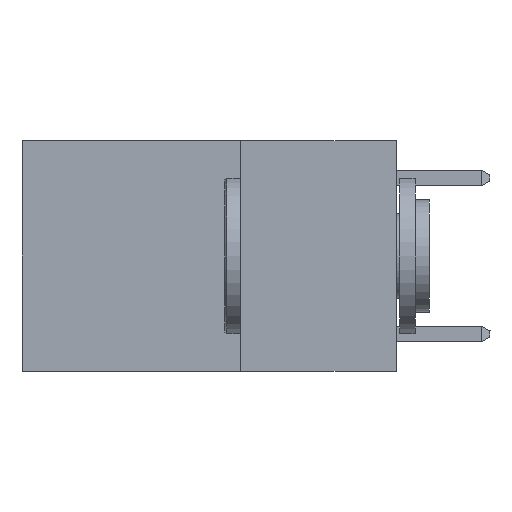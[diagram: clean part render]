
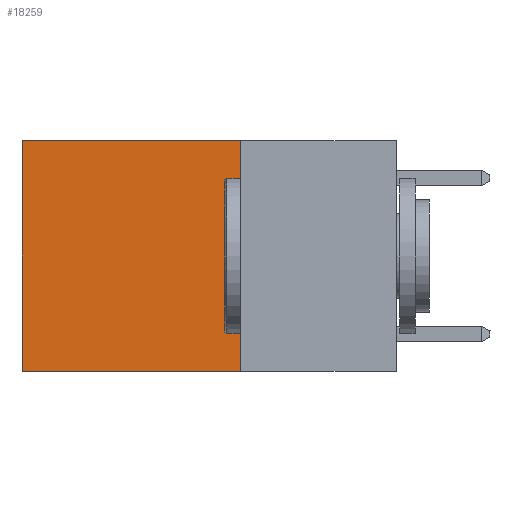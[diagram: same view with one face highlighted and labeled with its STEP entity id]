
A CAD part, left-side view. The second image highlights one B-rep face of the part: STEP entity #18259.
In plain terms, the highlighted planar face has unit normal (-1, 0, 0).
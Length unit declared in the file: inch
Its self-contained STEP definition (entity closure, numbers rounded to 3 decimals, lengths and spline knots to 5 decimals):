
#509 = AXIS2_PLACEMENT_3D ( 'NONE', #27095, #5786, #16502 ) ;
#2709 = LINE ( 'NONE', #11166, #9243 ) ;
#3234 = ORIENTED_EDGE ( 'NONE', *, *, #16981, .T. ) ;
#3987 = PLANE ( 'NONE',  #509 ) ;
#5699 = EDGE_CURVE ( 'NONE', #17054, #13676, #13423, .T. ) ;
#5786 = DIRECTION ( 'NONE',  ( 1., 0., 0. ) ) ;
#7327 = FACE_OUTER_BOUND ( 'NONE', #27450, .T. ) ;
#8658 = CARTESIAN_POINT ( 'NONE',  ( 0.2625, 0.25, 0. ) ) ;
#8800 = CARTESIAN_POINT ( 'NONE',  ( 0.2625, 0.25, -0.37 ) ) ;
#9243 = VECTOR ( 'NONE', #21626, 39.37008 ) ;
#10100 = CARTESIAN_POINT ( 'NONE',  ( 0.2625, 0.6, -0.37 ) ) ;
#11023 = LINE ( 'NONE', #8658, #19813 ) ;
#11166 = CARTESIAN_POINT ( 'NONE',  ( 0.2625, 0.25, -0.37 ) ) ;
#13423 = LINE ( 'NONE', #26246, #27088 ) ;
#13563 = DIRECTION ( 'NONE',  ( 0., 0., -1. ) ) ;
#13676 = VERTEX_POINT ( 'NONE', #10100 ) ;
#14799 = DIRECTION ( 'NONE',  ( 0., 0., -1. ) ) ;
#14932 = VERTEX_POINT ( 'NONE', #26055 ) ;
#15148 = ORIENTED_EDGE ( 'NONE', *, *, #25095, .F. ) ;
#15605 = VERTEX_POINT ( 'NONE', #8800 ) ;
#15607 = EDGE_CURVE ( 'NONE', #15605, #13676, #2709, .T. ) ;
#15738 = DIRECTION ( 'NONE',  ( 0., 1., 0. ) ) ;
#16502 = DIRECTION ( 'NONE',  ( 0., 0., -1. ) ) ;
#16981 = EDGE_CURVE ( 'NONE', #14932, #17054, #17275, .T. ) ;
#17054 = VERTEX_POINT ( 'NONE', #26335 ) ;
#17275 = LINE ( 'NONE', #21866, #17312 ) ;
#17312 = VECTOR ( 'NONE', #15738, 39.37008 ) ;
#18081 = ORIENTED_EDGE ( 'NONE', *, *, #15607, .F. ) ;
#18250 = ORIENTED_EDGE ( 'NONE', *, *, #5699, .T. ) ;
#18259 = ADVANCED_FACE ( 'NONE', ( #7327 ), #3987, .F. ) ;
#19813 = VECTOR ( 'NONE', #14799, 39.37008 ) ;
#21626 = DIRECTION ( 'NONE',  ( 0., 1., 0. ) ) ;
#21866 = CARTESIAN_POINT ( 'NONE',  ( 0.2625, 0.25, 0. ) ) ;
#25095 = EDGE_CURVE ( 'NONE', #14932, #15605, #11023, .T. ) ;
#26055 = CARTESIAN_POINT ( 'NONE',  ( 0.2625, 0.25, 0. ) ) ;
#26246 = CARTESIAN_POINT ( 'NONE',  ( 0.2625, 0.6, 0. ) ) ;
#26335 = CARTESIAN_POINT ( 'NONE',  ( 0.2625, 0.6, 0. ) ) ;
#27088 = VECTOR ( 'NONE', #13563, 39.37008 ) ;
#27095 = CARTESIAN_POINT ( 'NONE',  ( 0.2625, 0.25, 0. ) ) ;
#27450 = EDGE_LOOP ( 'NONE', ( #18250, #18081, #15148, #3234 ) ) ;
